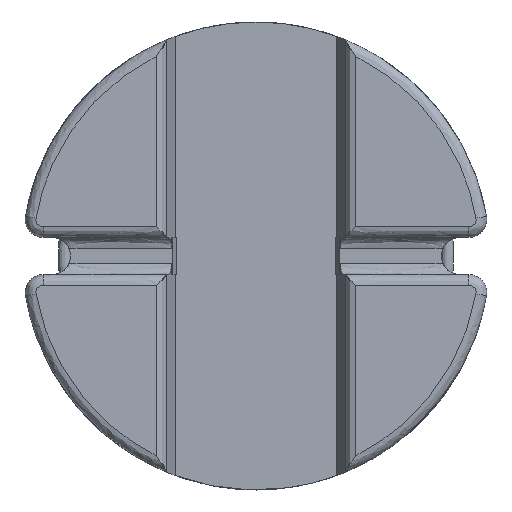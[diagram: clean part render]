
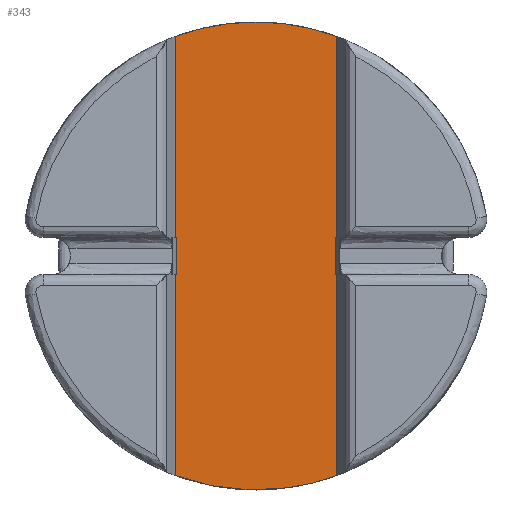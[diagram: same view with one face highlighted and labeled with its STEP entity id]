
A CAD part, front view. The second image highlights one B-rep face of the part: STEP entity #343.
In plain terms, the highlighted free-form (B-spline) face has degree [1, 1] with [2, 2] control points.
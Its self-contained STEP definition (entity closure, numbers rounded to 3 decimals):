
#111 = EDGE_CURVE('',#112,#114,#116,.T.);
#112 = VERTEX_POINT('',#113);
#113 = CARTESIAN_POINT('',(0.,-4.431,5.76));
#114 = VERTEX_POINT('',#115);
#115 = CARTESIAN_POINT('',(-1.992,-4.431,
    5.405));
#116 = ( BOUNDED_CURVE() B_SPLINE_CURVE(2,(#117,#118,#119),
.UNSPECIFIED.,.F.,.F.) B_SPLINE_CURVE_WITH_KNOTS((3,3),(3.142,
3.495),.PIECEWISE_BEZIER_KNOTS.) CURVE() 
GEOMETRIC_REPRESENTATION_ITEM() RATIONAL_B_SPLINE_CURVE((1.,
0.984,1.)) REPRESENTATION_ITEM('') );
#117 = CARTESIAN_POINT('',(0.,-4.431,
    5.76));
#118 = CARTESIAN_POINT('',(-1.028,-4.431,
    5.76));
#119 = CARTESIAN_POINT('',(-1.992,-4.431,
    5.405));
#343 = ADVANCED_FACE('',(#344),#431,.T.);
#344 = FACE_BOUND('',#345,.T.);
#345 = EDGE_LOOP('',(#346,#355,#363,#370,#377,#384,#391,#398,#404,#405,
    #412,#419,#426));
#346 = ORIENTED_EDGE('',*,*,#347,.T.);
#347 = EDGE_CURVE('',#348,#350,#352,.T.);
#348 = VERTEX_POINT('',#349);
#349 = CARTESIAN_POINT('',(-1.992,-4.431,
    -0.456));
#350 = VERTEX_POINT('',#351);
#351 = CARTESIAN_POINT('',(-1.992,-4.431,
    -5.405));
#352 = B_SPLINE_CURVE_WITH_KNOTS('',1,(#353,#354),.UNSPECIFIED.,.F.,.F.,
  (2,2),(-0.5,5.084),.PIECEWISE_BEZIER_KNOTS.);
#353 = CARTESIAN_POINT('',(-1.992,-4.431,
    -0.456));
#354 = CARTESIAN_POINT('',(-1.992,-4.431,
    -5.405));
#355 = ORIENTED_EDGE('',*,*,#356,.T.);
#356 = EDGE_CURVE('',#350,#357,#359,.T.);
#357 = VERTEX_POINT('',#358);
#358 = CARTESIAN_POINT('',(1.992,-4.431,
    -5.405));
#359 = ( BOUNDED_CURVE() B_SPLINE_CURVE(2,(#360,#361,#362),
.UNSPECIFIED.,.F.,.F.) B_SPLINE_CURVE_WITH_KNOTS((3,3),(5.93,
6.636),.PIECEWISE_BEZIER_KNOTS.) CURVE() 
GEOMETRIC_REPRESENTATION_ITEM() RATIONAL_B_SPLINE_CURVE((1.,
0.938,1.)) REPRESENTATION_ITEM('') );
#360 = CARTESIAN_POINT('',(-1.992,-4.431,
    -5.405));
#361 = CARTESIAN_POINT('',(0.,-4.431,
    -6.139));
#362 = CARTESIAN_POINT('',(1.992,-4.431,
    -5.405));
#363 = ORIENTED_EDGE('',*,*,#364,.F.);
#364 = EDGE_CURVE('',#365,#357,#367,.T.);
#365 = VERTEX_POINT('',#366);
#366 = CARTESIAN_POINT('',(1.992,-4.431,
    -0.456));
#367 = B_SPLINE_CURVE_WITH_KNOTS('',1,(#368,#369),.UNSPECIFIED.,.F.,.F.,
  (2,2),(-0.5,5.084),.PIECEWISE_BEZIER_KNOTS.);
#368 = CARTESIAN_POINT('',(1.992,-4.431,
    -0.456));
#369 = CARTESIAN_POINT('',(1.992,-4.431,
    -5.405));
#370 = ORIENTED_EDGE('',*,*,#371,.T.);
#371 = EDGE_CURVE('',#365,#372,#374,.T.);
#372 = VERTEX_POINT('',#373);
#373 = CARTESIAN_POINT('',(1.96,-4.431,
    -0.456));
#374 = B_SPLINE_CURVE_WITH_KNOTS('',1,(#375,#376),.UNSPECIFIED.,.F.,.F.,
  (2,2),(-8.161,-8.125),.PIECEWISE_BEZIER_KNOTS.);
#375 = CARTESIAN_POINT('',(1.992,-4.431,
    -0.456));
#376 = CARTESIAN_POINT('',(1.96,-4.431,
    -0.456));
#377 = ORIENTED_EDGE('',*,*,#378,.F.);
#378 = EDGE_CURVE('',#379,#372,#381,.T.);
#379 = VERTEX_POINT('',#380);
#380 = CARTESIAN_POINT('',(1.96,-4.431,0.456
    ));
#381 = B_SPLINE_CURVE_WITH_KNOTS('',1,(#382,#383),.UNSPECIFIED.,.F.,.F.,
  (2,2),(-0.515,0.515),.PIECEWISE_BEZIER_KNOTS.);
#382 = CARTESIAN_POINT('',(1.96,-4.431,0.456
    ));
#383 = CARTESIAN_POINT('',(1.96,-4.431,
    -0.456));
#384 = ORIENTED_EDGE('',*,*,#385,.T.);
#385 = EDGE_CURVE('',#379,#386,#388,.T.);
#386 = VERTEX_POINT('',#387);
#387 = CARTESIAN_POINT('',(1.992,-4.431,0.456
    ));
#388 = B_SPLINE_CURVE_WITH_KNOTS('',1,(#389,#390),.UNSPECIFIED.,.F.,.F.,
  (2,2),(8.125,8.161),.PIECEWISE_BEZIER_KNOTS.);
#389 = CARTESIAN_POINT('',(1.96,-4.431,0.456
    ));
#390 = CARTESIAN_POINT('',(1.992,-4.431,0.456
    ));
#391 = ORIENTED_EDGE('',*,*,#392,.F.);
#392 = EDGE_CURVE('',#393,#386,#395,.T.);
#393 = VERTEX_POINT('',#394);
#394 = CARTESIAN_POINT('',(1.992,-4.431,5.405
    ));
#395 = B_SPLINE_CURVE_WITH_KNOTS('',1,(#396,#397),.UNSPECIFIED.,.F.,.F.,
  (2,2),(-7.113,-1.529),.PIECEWISE_BEZIER_KNOTS.);
#396 = CARTESIAN_POINT('',(1.992,-4.431,5.405
    ));
#397 = CARTESIAN_POINT('',(1.992,-4.431,0.456
    ));
#398 = ORIENTED_EDGE('',*,*,#399,.T.);
#399 = EDGE_CURVE('',#393,#112,#400,.T.);
#400 = ( BOUNDED_CURVE() B_SPLINE_CURVE(2,(#401,#402,#403),
.UNSPECIFIED.,.F.,.F.) B_SPLINE_CURVE_WITH_KNOTS((3,3),(2.788,
3.142),.PIECEWISE_BEZIER_KNOTS.) CURVE() 
GEOMETRIC_REPRESENTATION_ITEM() RATIONAL_B_SPLINE_CURVE((1.,
0.984,1.)) REPRESENTATION_ITEM('') );
#401 = CARTESIAN_POINT('',(1.992,-4.431,5.405
    ));
#402 = CARTESIAN_POINT('',(1.028,-4.431,5.76
    ));
#403 = CARTESIAN_POINT('',(0.,-4.431,
    5.76));
#404 = ORIENTED_EDGE('',*,*,#111,.T.);
#405 = ORIENTED_EDGE('',*,*,#406,.T.);
#406 = EDGE_CURVE('',#114,#407,#409,.T.);
#407 = VERTEX_POINT('',#408);
#408 = CARTESIAN_POINT('',(-1.992,-4.431,
    0.456));
#409 = B_SPLINE_CURVE_WITH_KNOTS('',1,(#410,#411),.UNSPECIFIED.,.F.,.F.,
  (2,2),(-5.084,0.5),.PIECEWISE_BEZIER_KNOTS.);
#410 = CARTESIAN_POINT('',(-1.992,-4.431,
    5.405));
#411 = CARTESIAN_POINT('',(-1.992,-4.431,
    0.456));
#412 = ORIENTED_EDGE('',*,*,#413,.F.);
#413 = EDGE_CURVE('',#414,#407,#416,.T.);
#414 = VERTEX_POINT('',#415);
#415 = CARTESIAN_POINT('',(-1.96,-4.431,
    0.456));
#416 = B_SPLINE_CURVE_WITH_KNOTS('',1,(#417,#418),.UNSPECIFIED.,.F.,.F.,
  (2,2),(-3.353,-3.316),.PIECEWISE_BEZIER_KNOTS.);
#417 = CARTESIAN_POINT('',(-1.96,-4.431,
    0.456));
#418 = CARTESIAN_POINT('',(-1.992,-4.431,
    0.456));
#419 = ORIENTED_EDGE('',*,*,#420,.T.);
#420 = EDGE_CURVE('',#414,#421,#423,.T.);
#421 = VERTEX_POINT('',#422);
#422 = CARTESIAN_POINT('',(-1.96,-4.431,
    -0.456));
#423 = B_SPLINE_CURVE_WITH_KNOTS('',1,(#424,#425),.UNSPECIFIED.,.F.,.F.,
  (2,2),(-0.515,0.515),.PIECEWISE_BEZIER_KNOTS.);
#424 = CARTESIAN_POINT('',(-1.96,-4.431,
    0.456));
#425 = CARTESIAN_POINT('',(-1.96,-4.431,
    -0.456));
#426 = ORIENTED_EDGE('',*,*,#427,.F.);
#427 = EDGE_CURVE('',#348,#421,#428,.T.);
#428 = B_SPLINE_CURVE_WITH_KNOTS('',1,(#429,#430),.UNSPECIFIED.,.F.,.F.,
  (2,2),(-0.048,-0.011),
  .PIECEWISE_BEZIER_KNOTS.);
#429 = CARTESIAN_POINT('',(-1.992,-4.431,
    -0.456));
#430 = CARTESIAN_POINT('',(-1.96,-4.431,
    -0.456));
#431 = B_SPLINE_SURFACE_WITH_KNOTS('',1,1,(
    (#432,#433)
    ,(#434,#435
    )),.UNSPECIFIED.,.F.,.F.,.F.,(2,2),(2,2),(-7.515,
    5.485),(3.666,8.161),
  .PIECEWISE_BEZIER_KNOTS.);
#432 = CARTESIAN_POINT('',(-1.992,-4.431,
    5.76));
#433 = CARTESIAN_POINT('',(1.992,-4.431,5.76
    ));
#434 = CARTESIAN_POINT('',(-1.992,-4.431,
    -5.76));
#435 = CARTESIAN_POINT('',(1.992,-4.431,
    -5.76));
